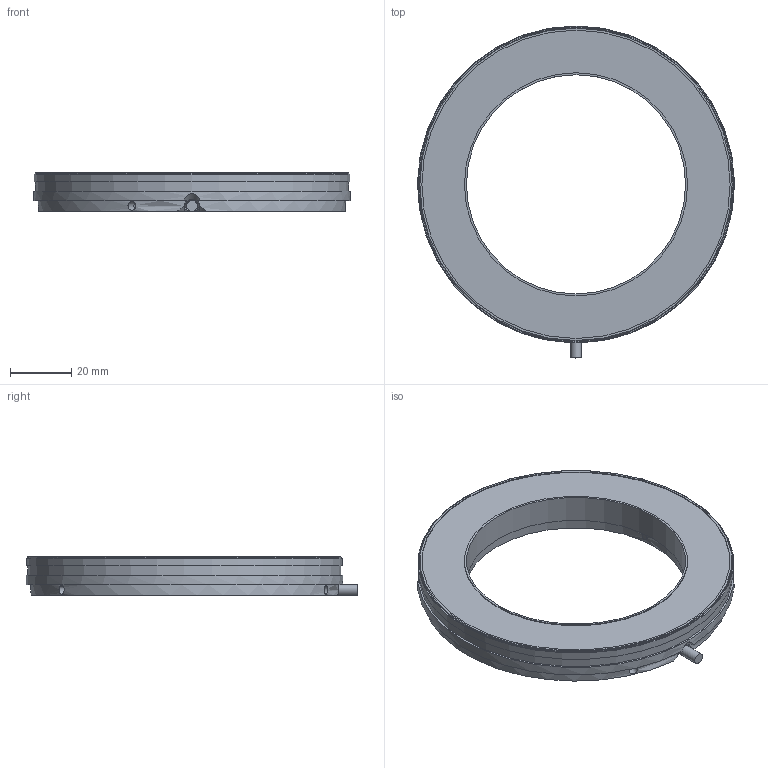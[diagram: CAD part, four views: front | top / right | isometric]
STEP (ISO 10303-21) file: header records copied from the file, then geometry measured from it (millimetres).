
FILE_DESCRIPTION(/* description */ (' '),/* implementation_level */ '2;1');
FILE_NAME(/* name */ 'vicolux_RK3652_C.stp',/* time_stamp */ '2016-09-27T09:28:57+02:00',/* author */ ('REGENSPURG'),/* organization */ ('Vision & Control'),/* preprocessor_version */ 'ST-DEVELOPER v16.1',/* originating_system */ 'Autodesk Inventor 2016',/* authorisation */ '');
FILE_SCHEMA (('AUTOMOTIVE_DESIGN { 1 0 10303 214 3 1 1 }'));
Length unit declared in the file: millimetre
Products named in the file (1): vicolux_RK3652_C
Bounding box: 103.35 x 108.31 x 12.6 mm (x, y, z)
Volume: 50892.7 mm3; surface area: 16585.7 mm2
Topology: 1 solids, 1 shells, 904 faces, 2335 edges, 1560 vertices
Faces by surface type: plane 444, bspline 407, cylinder 42, cone 9, torus 2
Full cylindrical faces by diameter (mm): 1.9 x3, 2 x3, 2.013 x6, 2.459 x4, 2.8 x3, 3.5 x1, 4.9 x3, 71.5 x1, 72.8 x2, 100.6 x1, 102.15 x1, 102.3 x1, 103 x1, 103.35 x1
Entity records: 36960 total; most frequent: CARTESIAN_POINT 16919, ORIENTED_EDGE 4536, DIRECTION 2545, EDGE_CURVE 2268, VERTEX_POINT 1535, LINE 1391, VECTOR 1391, EDGE_LOOP 1075
